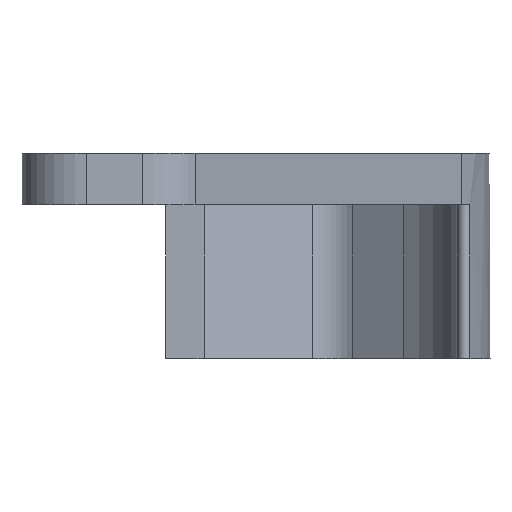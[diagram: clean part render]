
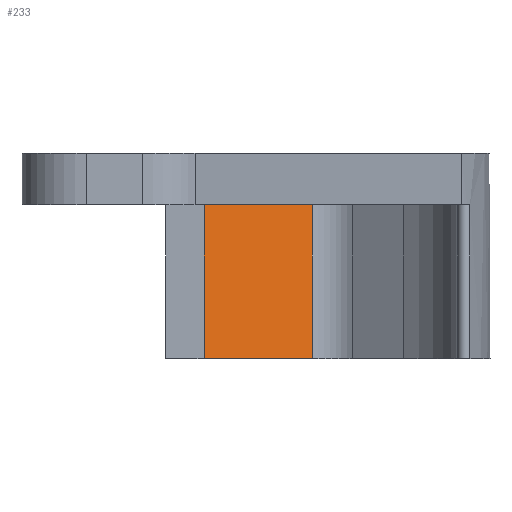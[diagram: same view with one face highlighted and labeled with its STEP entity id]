
A CAD part, front view. The second image highlights one B-rep face of the part: STEP entity #233.
In plain terms, the highlighted planar face has unit normal (0.447, -0.895, 0).
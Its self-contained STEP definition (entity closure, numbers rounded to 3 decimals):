
#77 = CARTESIAN_POINT ( 'NONE',  ( -1.357, 11.217, -14. ) ) ;
#142 = VECTOR ( 'NONE', #1304, 1000. ) ;
#213 = CARTESIAN_POINT ( 'NONE',  ( -9.8, 7., -14. ) ) ;
#215 = EDGE_CURVE ( 'NONE', #1121, #1806, #841, .T. ) ;
#222 = DIRECTION ( 'NONE',  ( -0.895, -0.447, 0. ) ) ;
#223 = VECTOR ( 'NONE', #1673, 1000. ) ;
#233 = ADVANCED_FACE ( 'NONE', ( #1538 ), #1153, .F. ) ;
#272 = LINE ( 'NONE', #1170, #836 ) ;
#309 = ORIENTED_EDGE ( 'NONE', *, *, #1586, .F. ) ;
#371 = LINE ( 'NONE', #77, #1732 ) ;
#462 = DIRECTION ( 'NONE',  ( -0.895, -0.447, 0. ) ) ;
#508 = LINE ( 'NONE', #683, #223 ) ;
#517 = CARTESIAN_POINT ( 'NONE',  ( -9.8, 7., -2. ) ) ;
#539 = ORIENTED_EDGE ( 'NONE', *, *, #215, .F. ) ;
#560 = ORIENTED_EDGE ( 'NONE', *, *, #621, .T. ) ;
#621 = EDGE_CURVE ( 'NONE', #932, #1806, #272, .T. ) ;
#660 = CARTESIAN_POINT ( 'NONE',  ( -9.8, 7., -14. ) ) ;
#683 = CARTESIAN_POINT ( 'NONE',  ( -9.8, 7., -14. ) ) ;
#700 = CARTESIAN_POINT ( 'NONE',  ( -1.357, 11.217, -2. ) ) ;
#759 = DIRECTION ( 'NONE',  ( -0.447, 0.895, 0. ) ) ;
#836 = VECTOR ( 'NONE', #462, 1000. ) ;
#841 = LINE ( 'NONE', #890, #142 ) ;
#890 = CARTESIAN_POINT ( 'NONE',  ( -9.8, 7., -14. ) ) ;
#932 = VERTEX_POINT ( 'NONE', #700 ) ;
#1069 = EDGE_LOOP ( 'NONE', ( #560, #539, #309, #1619 ) ) ;
#1121 = VERTEX_POINT ( 'NONE', #660 ) ;
#1153 = PLANE ( 'NONE',  #1216 ) ;
#1170 = CARTESIAN_POINT ( 'NONE',  ( -9.8, 7., -2. ) ) ;
#1207 = CARTESIAN_POINT ( 'NONE',  ( -1.357, 11.217, -14. ) ) ;
#1216 = AXIS2_PLACEMENT_3D ( 'NONE', #213, #759, #222 ) ;
#1304 = DIRECTION ( 'NONE',  ( 0., 0., 1. ) ) ;
#1321 = DIRECTION ( 'NONE',  ( 0., 0., 1. ) ) ;
#1538 = FACE_OUTER_BOUND ( 'NONE', #1069, .T. ) ;
#1586 = EDGE_CURVE ( 'NONE', #1727, #1121, #508, .T. ) ;
#1619 = ORIENTED_EDGE ( 'NONE', *, *, #1698, .T. ) ;
#1673 = DIRECTION ( 'NONE',  ( -0.895, -0.447, 0. ) ) ;
#1698 = EDGE_CURVE ( 'NONE', #1727, #932, #371, .T. ) ;
#1727 = VERTEX_POINT ( 'NONE', #1207 ) ;
#1732 = VECTOR ( 'NONE', #1321, 1000. ) ;
#1806 = VERTEX_POINT ( 'NONE', #517 ) ;
